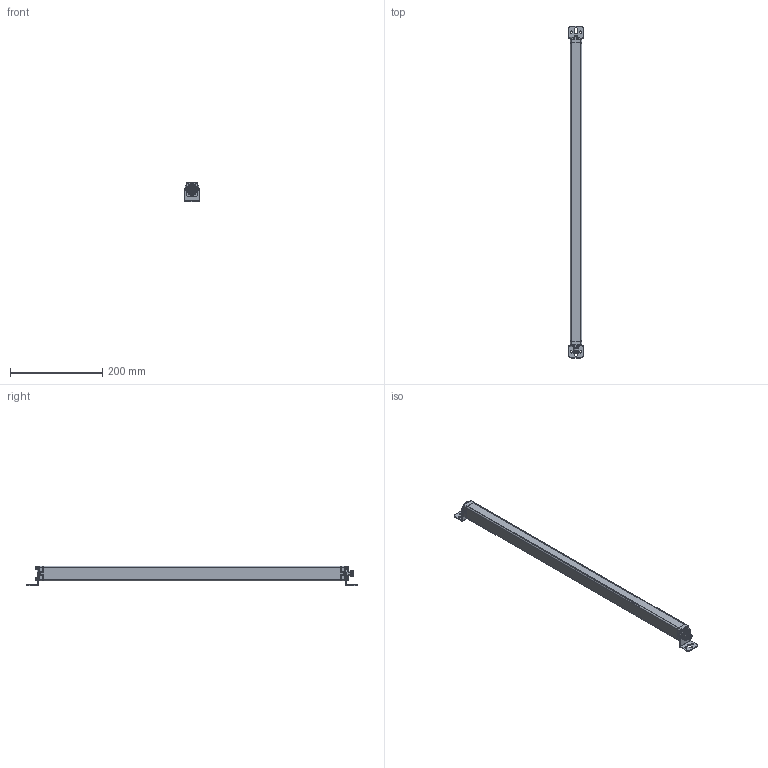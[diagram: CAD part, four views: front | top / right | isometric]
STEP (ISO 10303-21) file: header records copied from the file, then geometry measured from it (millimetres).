
FILE_DESCRIPTION((''),'2;1');
FILE_NAME('139568_SM01_ASM','2023-04-12T10:59:55',('banengservice'),('BANNER ENGINEERING'),'CREO PARAMETRIC BY PTC INC, 2022414','CREO PARAMETRIC BY PTC INC, 2022414','');
FILE_SCHEMA(('CONFIG_CONTROL_DESIGN'));
Products named in the file (4): 139568_EP01; 48461; 46544; 139568_SM01_ASM
Assembly tree (7 placements, depth 2):
  139568_SM01_ASM
    139568_EP01
    48461  x2
    46544  x4
Bounding box: 31.75 x 719.1 x 42.57 mm (x, y, z)
Volume: 532352.4 mm3; surface area: 87798.8 mm2
Topology: 11 solids, 11 shells, 873 faces, 2168 edges, 1337 vertices
Faces by surface type: cylinder 401, plane 284, sphere 64, torus 58, bspline 45, cone 21
Entity records: 29234 total; most frequent: CARTESIAN_POINT 13615, DIRECTION 3346, ORIENTED_EDGE 3212, EDGE_CURVE 1606, AXIS2_PLACEMENT_3D 1276, VERTEX_POINT 1011, VECTOR 794, LINE 794
